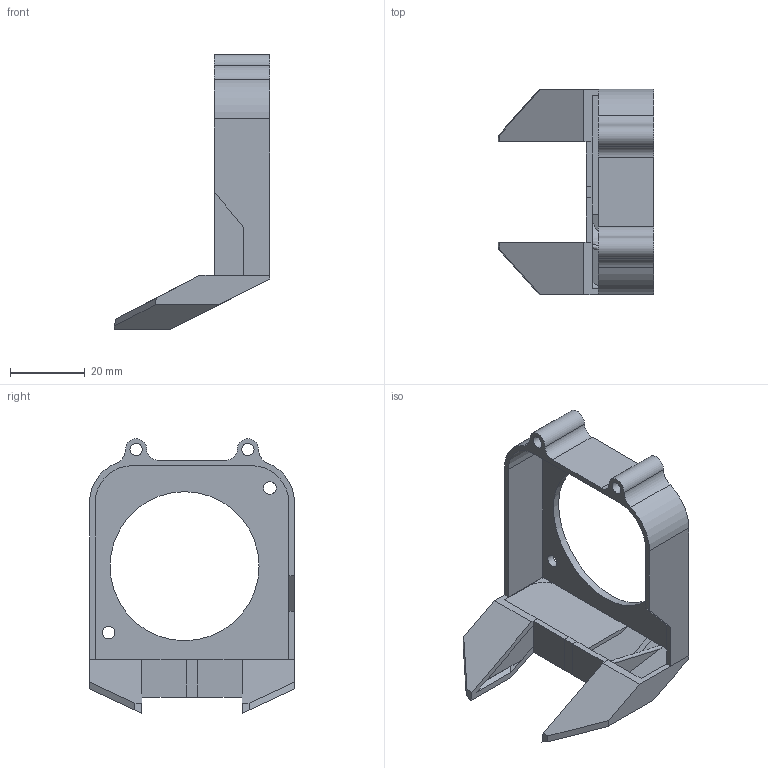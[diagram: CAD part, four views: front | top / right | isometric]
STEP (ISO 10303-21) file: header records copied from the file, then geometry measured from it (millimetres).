
FILE_DESCRIPTION(('FreeCAD Model'),'2;1');
FILE_NAME('Open CASCADE Shape Model','2023-08-22T12:21:21',(''),(''), 'Open CASCADE STEP processor 7.6','FreeCAD','Unknown');
FILE_SCHEMA(('AUTOMOTIVE_DESIGN { 1 0 10303 214 1 1 1 1 }'));
Length unit declared in the file: millimetre
Products named in the file (1): Fusion001
Bounding box: 41.83 x 55 x 73.65 mm (x, y, z)
Volume: 11788.9 mm3; surface area: 14678.8 mm2
Topology: 1 solids, 1 shells, 103 faces, 283 edges, 178 vertices
Faces by surface type: plane 81, cylinder 20, extrusion 2
Full cylindrical faces by diameter (mm): 3.3 x2, 3.4 x2, 40 x1
Entity records: 7907 total; most frequent: CARTESIAN_POINT 2196, DIRECTION 1062, VECTOR 733, LINE 731, ORIENTED_EDGE 566, PCURVE 566, DEFINITIONAL_REPRESENTATION 566, EDGE_CURVE 283
